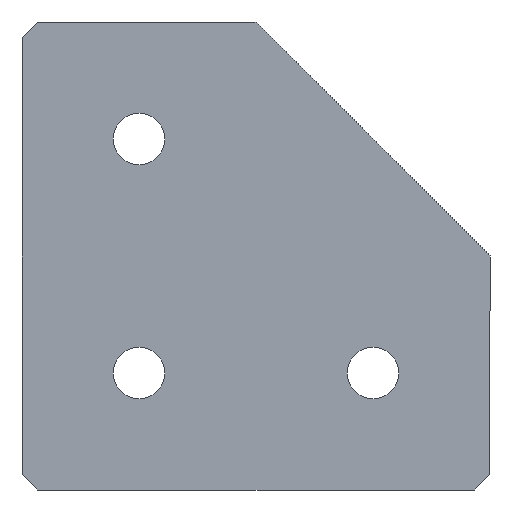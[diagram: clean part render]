
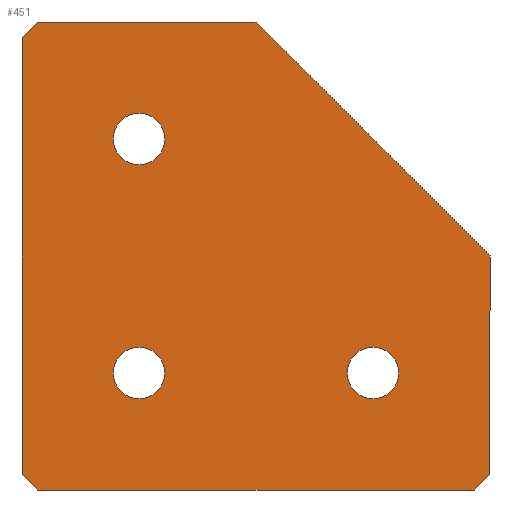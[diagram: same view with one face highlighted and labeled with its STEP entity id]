
A CAD part, front view. The second image highlights one B-rep face of the part: STEP entity #451.
In plain terms, the highlighted planar face has unit normal (0, -1, 0).
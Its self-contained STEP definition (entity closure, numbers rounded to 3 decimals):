
#1 = DIRECTION ( 'NONE',  ( 0.707, 0., -0.707 ) ) ;
#2 = VERTEX_POINT ( 'NONE', #49 ) ;
#4 = CARTESIAN_POINT ( 'NONE',  ( 15., 0., -11.7 ) ) ;
#19 = CARTESIAN_POINT ( 'NONE',  ( 2., 0., 0. ) ) ;
#22 = EDGE_CURVE ( 'NONE', #379, #458, #131, .T. ) ;
#25 = VECTOR ( 'NONE', #480, 1000. ) ;
#29 = EDGE_CURVE ( 'NONE', #359, #250, #217, .T. ) ;
#36 = VERTEX_POINT ( 'NONE', #215 ) ;
#41 = PLANE ( 'NONE',  #475 ) ;
#42 = ORIENTED_EDGE ( 'NONE', *, *, #56, .F. ) ;
#45 = VECTOR ( 'NONE', #290, 1000. ) ;
#46 = LINE ( 'NONE', #240, #260 ) ;
#49 = CARTESIAN_POINT ( 'NONE',  ( 0., 0., -2. ) ) ;
#51 = ORIENTED_EDGE ( 'NONE', *, *, #513, .T. ) ;
#56 = EDGE_CURVE ( 'NONE', #253, #2, #61, .T. ) ;
#58 = EDGE_LOOP ( 'NONE', ( #416, #550, #42, #300, #254, #51, #547, #120 ) ) ;
#59 = CARTESIAN_POINT ( 'NONE',  ( 15., 0., -18.3 ) ) ;
#61 = LINE ( 'NONE', #139, #426 ) ;
#62 = CARTESIAN_POINT ( 'NONE',  ( 45., 0., -41.7 ) ) ;
#63 = AXIS2_PLACEMENT_3D ( 'NONE', #530, #255, #161 ) ;
#65 = CARTESIAN_POINT ( 'NONE',  ( 1., 0., -1. ) ) ;
#68 = CARTESIAN_POINT ( 'NONE',  ( 0., 0., -58. ) ) ;
#70 = DIRECTION ( 'NONE',  ( 0., 1., 0. ) ) ;
#72 = CIRCLE ( 'NONE', #353, 3.3 ) ;
#73 = ORIENTED_EDGE ( 'NONE', *, *, #555, .T. ) ;
#74 = EDGE_LOOP ( 'NONE', ( #199, #538 ) ) ;
#85 = CARTESIAN_POINT ( 'NONE',  ( 0., 0., 0. ) ) ;
#88 = DIRECTION ( 'NONE',  ( 0., 0., -1. ) ) ;
#91 = FACE_OUTER_BOUND ( 'NONE', #58, .T. ) ;
#92 = EDGE_CURVE ( 'NONE', #175, #343, #448, .T. ) ;
#99 = DIRECTION ( 'NONE',  ( 0., 0., 1. ) ) ;
#100 = DIRECTION ( 'NONE',  ( 0., 0., -1. ) ) ;
#108 = CARTESIAN_POINT ( 'NONE',  ( 30., 0., 0. ) ) ;
#112 = EDGE_CURVE ( 'NONE', #458, #379, #204, .T. ) ;
#117 = ORIENTED_EDGE ( 'NONE', *, *, #439, .T. ) ;
#120 = ORIENTED_EDGE ( 'NONE', *, *, #29, .F. ) ;
#126 = DIRECTION ( 'NONE',  ( 0., 1., 0. ) ) ;
#129 = CARTESIAN_POINT ( 'NONE',  ( 15., 0., -45. ) ) ;
#131 = CIRCLE ( 'NONE', #213, 3.3 ) ;
#134 = CARTESIAN_POINT ( 'NONE',  ( 15., 0., -48.3 ) ) ;
#136 = CARTESIAN_POINT ( 'NONE',  ( 15., 0., -45. ) ) ;
#139 = CARTESIAN_POINT ( 'NONE',  ( 0., 0., 0. ) ) ;
#153 = DIRECTION ( 'NONE',  ( -0.707, 0., -0.707 ) ) ;
#161 = DIRECTION ( 'NONE',  ( 0., 0., 1. ) ) ;
#175 = VERTEX_POINT ( 'NONE', #459 ) ;
#194 = CARTESIAN_POINT ( 'NONE',  ( 15., 0., -41.7 ) ) ;
#195 = CIRCLE ( 'NONE', #346, 3.3 ) ;
#199 = ORIENTED_EDGE ( 'NONE', *, *, #399, .T. ) ;
#204 = CIRCLE ( 'NONE', #63, 3.3 ) ;
#206 = ORIENTED_EDGE ( 'NONE', *, *, #112, .T. ) ;
#207 = VERTEX_POINT ( 'NONE', #194 ) ;
#212 = EDGE_CURVE ( 'NONE', #461, #299, #72, .T. ) ;
#213 = AXIS2_PLACEMENT_3D ( 'NONE', #392, #306, #512 ) ;
#214 = DIRECTION ( 'NONE',  ( 0., -1., 0. ) ) ;
#215 = CARTESIAN_POINT ( 'NONE',  ( 60., 0., -58. ) ) ;
#217 = LINE ( 'NONE', #349, #315 ) ;
#223 = ORIENTED_EDGE ( 'NONE', *, *, #22, .T. ) ;
#236 = CIRCLE ( 'NONE', #360, 3.3 ) ;
#240 = CARTESIAN_POINT ( 'NONE',  ( 60., 0., -60. ) ) ;
#250 = VERTEX_POINT ( 'NONE', #537 ) ;
#253 = VERTEX_POINT ( 'NONE', #68 ) ;
#254 = ORIENTED_EDGE ( 'NONE', *, *, #92, .F. ) ;
#255 = DIRECTION ( 'NONE',  ( 0., 1., 0. ) ) ;
#256 = EDGE_CURVE ( 'NONE', #268, #2, #408, .T. ) ;
#260 = VECTOR ( 'NONE', #100, 1000. ) ;
#262 = CARTESIAN_POINT ( 'NONE',  ( -29., 0., -29. ) ) ;
#267 = DIRECTION ( 'NONE',  ( 0., 0., 1. ) ) ;
#268 = VERTEX_POINT ( 'NONE', #19 ) ;
#276 = DIRECTION ( 'NONE',  ( 0., 0., 1. ) ) ;
#279 = CARTESIAN_POINT ( 'NONE',  ( 2., 0., -60. ) ) ;
#281 = AXIS2_PLACEMENT_3D ( 'NONE', #443, #70, #99 ) ;
#288 = EDGE_CURVE ( 'NONE', #268, #359, #411, .T. ) ;
#290 = DIRECTION ( 'NONE',  ( 1., 0., 0. ) ) ;
#295 = EDGE_LOOP ( 'NONE', ( #206, #223 ) ) ;
#299 = VERTEX_POINT ( 'NONE', #62 ) ;
#300 = ORIENTED_EDGE ( 'NONE', *, *, #470, .T. ) ;
#306 = DIRECTION ( 'NONE',  ( 0., 1., 0. ) ) ;
#309 = CARTESIAN_POINT ( 'NONE',  ( 45., 0., -48.3 ) ) ;
#313 = CARTESIAN_POINT ( 'NONE',  ( 0., 0., -60. ) ) ;
#314 = CARTESIAN_POINT ( 'NONE',  ( 59., 0., -59. ) ) ;
#315 = VECTOR ( 'NONE', #395, 1000. ) ;
#322 = DIRECTION ( 'NONE',  ( 0., 0., 1. ) ) ;
#335 = EDGE_LOOP ( 'NONE', ( #117, #73 ) ) ;
#342 = DIRECTION ( 'NONE',  ( 0., 1., 0. ) ) ;
#343 = VERTEX_POINT ( 'NONE', #279 ) ;
#346 = AXIS2_PLACEMENT_3D ( 'NONE', #136, #126, #276 ) ;
#349 = CARTESIAN_POINT ( 'NONE',  ( 60., 0., -30. ) ) ;
#350 = FACE_BOUND ( 'NONE', #295, .T. ) ;
#353 = AXIS2_PLACEMENT_3D ( 'NONE', #542, #342, #504 ) ;
#359 = VERTEX_POINT ( 'NONE', #441 ) ;
#360 = AXIS2_PLACEMENT_3D ( 'NONE', #129, #438, #267 ) ;
#365 = LINE ( 'NONE', #314, #427 ) ;
#379 = VERTEX_POINT ( 'NONE', #59 ) ;
#386 = VECTOR ( 'NONE', #153, 1000. ) ;
#391 = FACE_BOUND ( 'NONE', #74, .T. ) ;
#392 = CARTESIAN_POINT ( 'NONE',  ( 15., 0., -15. ) ) ;
#395 = DIRECTION ( 'NONE',  ( 0.707, 0., -0.707 ) ) ;
#399 = EDGE_CURVE ( 'NONE', #299, #461, #437, .T. ) ;
#408 = LINE ( 'NONE', #65, #386 ) ;
#411 = LINE ( 'NONE', #108, #45 ) ;
#416 = ORIENTED_EDGE ( 'NONE', *, *, #288, .F. ) ;
#424 = VERTEX_POINT ( 'NONE', #134 ) ;
#426 = VECTOR ( 'NONE', #322, 1000. ) ;
#427 = VECTOR ( 'NONE', #518, 1000. ) ;
#428 = LINE ( 'NONE', #262, #489 ) ;
#437 = CIRCLE ( 'NONE', #281, 3.3 ) ;
#438 = DIRECTION ( 'NONE',  ( 0., 1., 0. ) ) ;
#439 = EDGE_CURVE ( 'NONE', #207, #424, #236, .T. ) ;
#441 = CARTESIAN_POINT ( 'NONE',  ( 30., 0., 0. ) ) ;
#443 = CARTESIAN_POINT ( 'NONE',  ( 45., 0., -45. ) ) ;
#448 = LINE ( 'NONE', #313, #25 ) ;
#451 = ADVANCED_FACE ( 'NONE', ( #477, #350, #391, #91 ), #41, .T. ) ;
#458 = VERTEX_POINT ( 'NONE', #4 ) ;
#459 = CARTESIAN_POINT ( 'NONE',  ( 58., 0., -60. ) ) ;
#461 = VERTEX_POINT ( 'NONE', #309 ) ;
#470 = EDGE_CURVE ( 'NONE', #253, #343, #428, .T. ) ;
#475 = AXIS2_PLACEMENT_3D ( 'NONE', #85, #214, #88 ) ;
#477 = FACE_BOUND ( 'NONE', #335, .T. ) ;
#480 = DIRECTION ( 'NONE',  ( -1., 0., 0. ) ) ;
#487 = EDGE_CURVE ( 'NONE', #250, #36, #46, .T. ) ;
#489 = VECTOR ( 'NONE', #1, 1000. ) ;
#504 = DIRECTION ( 'NONE',  ( 0., 0., 1. ) ) ;
#512 = DIRECTION ( 'NONE',  ( 0., 0., 1. ) ) ;
#513 = EDGE_CURVE ( 'NONE', #175, #36, #365, .T. ) ;
#518 = DIRECTION ( 'NONE',  ( 0.707, 0., 0.707 ) ) ;
#530 = CARTESIAN_POINT ( 'NONE',  ( 15., 0., -15. ) ) ;
#537 = CARTESIAN_POINT ( 'NONE',  ( 60., 0., -30. ) ) ;
#538 = ORIENTED_EDGE ( 'NONE', *, *, #212, .T. ) ;
#542 = CARTESIAN_POINT ( 'NONE',  ( 45., 0., -45. ) ) ;
#547 = ORIENTED_EDGE ( 'NONE', *, *, #487, .F. ) ;
#550 = ORIENTED_EDGE ( 'NONE', *, *, #256, .T. ) ;
#555 = EDGE_CURVE ( 'NONE', #424, #207, #195, .T. ) ;
